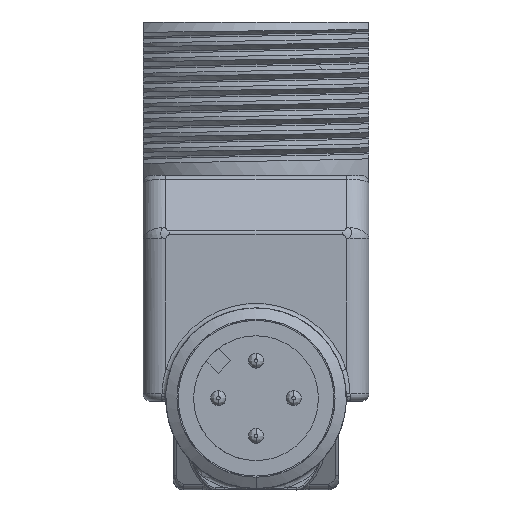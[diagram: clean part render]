
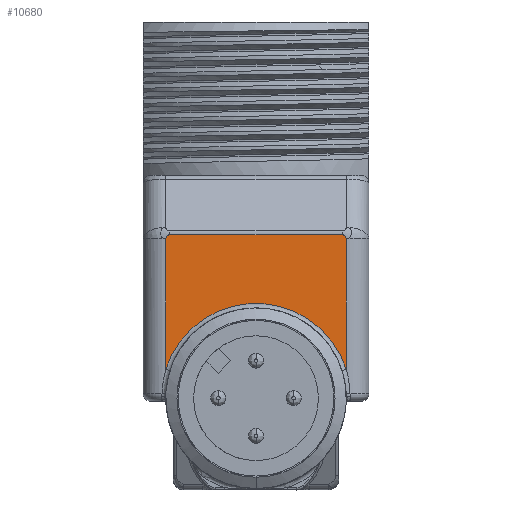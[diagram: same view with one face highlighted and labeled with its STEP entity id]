
A CAD part, front view. The second image highlights one B-rep face of the part: STEP entity #10680.
In plain terms, the highlighted planar face has unit normal (0, -1, 0).
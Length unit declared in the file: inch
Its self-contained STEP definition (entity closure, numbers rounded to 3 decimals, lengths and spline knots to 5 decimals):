
#530=DIRECTION('',(0.,0.,-1.));
#531=VECTOR('',#530,0.34162);
#532=CARTESIAN_POINT('',(-0.23622,-0.67913,
0.13772));
#533=LINE('',#532,#531);
#543=CARTESIAN_POINT('',(-0.23622,-0.67913,
0.13772));
#544=CARTESIAN_POINT('',(-0.23608,-0.67913,
0.14281));
#545=CARTESIAN_POINT('',(-0.23076,-0.67913,
0.14827));
#546=CARTESIAN_POINT('',(-0.22567,-0.67913,
0.14827));
#548=CARTESIAN_POINT('',(0.23622,-0.67913,
0.13772));
#549=CARTESIAN_POINT('',(0.23608,-0.67913,
0.14281));
#550=CARTESIAN_POINT('',(0.23076,-0.67913,
0.14827));
#551=CARTESIAN_POINT('',(0.22567,-0.67913,
0.14827));
#557=DIRECTION('',(0.,0.,1.));
#558=VECTOR('',#557,0.34162);
#559=CARTESIAN_POINT('',(0.23622,-0.67913,
-0.2039));
#560=LINE('',#559,#558);
#3990=CARTESIAN_POINT('',(-0.23622,-0.67913,
-0.2039));
#4010=CARTESIAN_POINT('',(0.,-0.67913,-0.27953));
#4011=DIRECTION('',(0.,-1.,0.));
#4012=DIRECTION('',(0.952,0.,0.305));
#4013=AXIS2_PLACEMENT_3D('',#4010,#4011,#4012);
#9056=DIRECTION('',(-1.,0.,0.));
#9057=VECTOR('',#9056,0.45134);
#9058=CARTESIAN_POINT('',(0.22567,-0.67913,
0.14827));
#9059=LINE('',#9058,#9057);
#9529=VERTEX_POINT('',#548);
#9530=VERTEX_POINT('',#551);
#9536=CARTESIAN_POINT('',(-0.22567,-0.67913,
0.14827));
#9537=VERTEX_POINT('',#9536);
#9538=VERTEX_POINT('',#543);
#10202=VERTEX_POINT('',#3990);
#10206=CARTESIAN_POINT('',(0.23622,-0.67913,
-0.2039));
#10207=VERTEX_POINT('',#10206);
#10662=CARTESIAN_POINT('',(-0.29528,-0.67913,0.));
#10663=DIRECTION('',(0.,-1.,0.));
#10664=DIRECTION('',(1.,0.,0.));
#10665=AXIS2_PLACEMENT_3D('',#10662,#10663,#10664);
#10666=PLANE('',#10665);
#10668=ORIENTED_EDGE('',*,*,#10667,.F.);
#10670=ORIENTED_EDGE('',*,*,#10669,.T.);
#10671=ORIENTED_EDGE('',*,*,#10650,.F.);
#10673=ORIENTED_EDGE('',*,*,#10672,.T.);
#10675=ORIENTED_EDGE('',*,*,#10674,.F.);
#10677=ORIENTED_EDGE('',*,*,#10676,.F.);
#10678=EDGE_LOOP('',(#10668,#10670,#10671,#10673,#10675,#10677));
#10679=FACE_OUTER_BOUND('',#10678,.F.);
#10680=ADVANCED_FACE('',(#10679),#10666,.T.);
#547=B_SPLINE_CURVE_WITH_KNOTS('',3,(#543,#544,#545,#546),.UNSPECIFIED.,.F.,.F.,
(4,4),(0.,1.),.UNSPECIFIED.);
#552=B_SPLINE_CURVE_WITH_KNOTS('',3,(#548,#549,#550,#551),.UNSPECIFIED.,.F.,.F.,
(4,4),(0.,1.),.UNSPECIFIED.);
#4014=CIRCLE('',#4013,0.24803);
#10650=EDGE_CURVE('',#9538,#10202,#533,.T.);
#10667=EDGE_CURVE('',#10207,#9529,#560,.T.);
#10669=EDGE_CURVE('',#10207,#10202,#4014,.T.);
#10672=EDGE_CURVE('',#9538,#9537,#547,.T.);
#10674=EDGE_CURVE('',#9530,#9537,#9059,.T.);
#10676=EDGE_CURVE('',#9529,#9530,#552,.T.);
